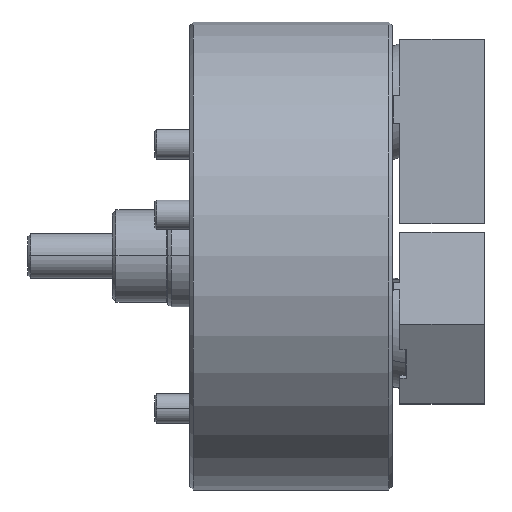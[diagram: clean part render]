
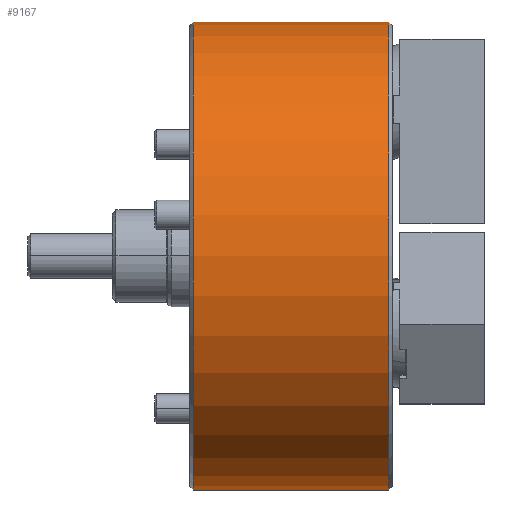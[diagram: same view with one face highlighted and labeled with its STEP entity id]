
A CAD part, top view. The second image highlights one B-rep face of the part: STEP entity #9167.
In plain terms, the highlighted cylindrical face has radius 127 mm (diameter 254 mm), a partial arc.
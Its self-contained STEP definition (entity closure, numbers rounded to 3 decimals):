
#244 = CARTESIAN_POINT ( 'NONE',  ( 108., 127., 0. ) ) ;
#814 = CARTESIAN_POINT ( 'NONE',  ( 0., 0., 0. ) ) ;
#1301 = DIRECTION ( 'NONE',  ( 1., 0., 0. ) ) ;
#1525 = CARTESIAN_POINT ( 'NONE',  ( 0., -127., 0. ) ) ;
#1642 = ORIENTED_EDGE ( 'NONE', *, *, #10353, .T. ) ;
#1766 = CARTESIAN_POINT ( 'NONE',  ( 2., 127., 0. ) ) ;
#1799 = LINE ( 'NONE', #7420, #6777 ) ;
#1821 = DIRECTION ( 'NONE',  ( 1., 0., 0. ) ) ;
#1945 = CARTESIAN_POINT ( 'NONE',  ( 108., -127., 0. ) ) ;
#2514 = LINE ( 'NONE', #1525, #5004 ) ;
#2516 = ORIENTED_EDGE ( 'NONE', *, *, #9232, .F. ) ;
#3393 = DIRECTION ( 'NONE',  ( 1., 0., 0. ) ) ;
#5004 = VECTOR ( 'NONE', #3393, 1000. ) ;
#5077 = ORIENTED_EDGE ( 'NONE', *, *, #10952, .T. ) ;
#5213 = DIRECTION ( 'NONE',  ( -1., 0., 0. ) ) ;
#5686 = CARTESIAN_POINT ( 'NONE',  ( 2., -127., 0. ) ) ;
#6013 = ORIENTED_EDGE ( 'NONE', *, *, #7142, .T. ) ;
#6242 = VERTEX_POINT ( 'NONE', #5686 ) ;
#6265 = AXIS2_PLACEMENT_3D ( 'NONE', #10782, #5213, #11709 ) ;
#6777 = VECTOR ( 'NONE', #1821, 1000. ) ;
#6891 = CARTESIAN_POINT ( 'NONE',  ( 2., 0., 0. ) ) ;
#7142 = EDGE_CURVE ( 'NONE', #7554, #6242, #7439, .T. ) ;
#7346 = DIRECTION ( 'NONE',  ( 1., 0., 0. ) ) ;
#7361 = FACE_OUTER_BOUND ( 'NONE', #8316, .T. ) ;
#7420 = CARTESIAN_POINT ( 'NONE',  ( 0., 127., 0. ) ) ;
#7439 = CIRCLE ( 'NONE', #11521, 127. ) ;
#7554 = VERTEX_POINT ( 'NONE', #1766 ) ;
#7808 = DIRECTION ( 'NONE',  ( 0., -1., 0. ) ) ;
#8316 = EDGE_LOOP ( 'NONE', ( #6013, #5077, #1642, #2516 ) ) ;
#9151 = DIRECTION ( 'NONE',  ( 0., 1., 0. ) ) ;
#9167 = ADVANCED_FACE ( 'NONE', ( #7361 ), #11991, .T. ) ;
#9232 = EDGE_CURVE ( 'NONE', #7554, #11637, #1799, .T. ) ;
#9344 = VERTEX_POINT ( 'NONE', #1945 ) ;
#10353 = EDGE_CURVE ( 'NONE', #9344, #11637, #11137, .T. ) ;
#10782 = CARTESIAN_POINT ( 'NONE',  ( 108., 0., 0. ) ) ;
#10952 = EDGE_CURVE ( 'NONE', #6242, #9344, #2514, .T. ) ;
#11137 = CIRCLE ( 'NONE', #6265, 127. ) ;
#11376 = AXIS2_PLACEMENT_3D ( 'NONE', #814, #7346, #9151 ) ;
#11521 = AXIS2_PLACEMENT_3D ( 'NONE', #6891, #1301, #7808 ) ;
#11637 = VERTEX_POINT ( 'NONE', #244 ) ;
#11709 = DIRECTION ( 'NONE',  ( 0., 1., 0. ) ) ;
#11991 = CYLINDRICAL_SURFACE ( 'NONE', #11376, 127. ) ;
